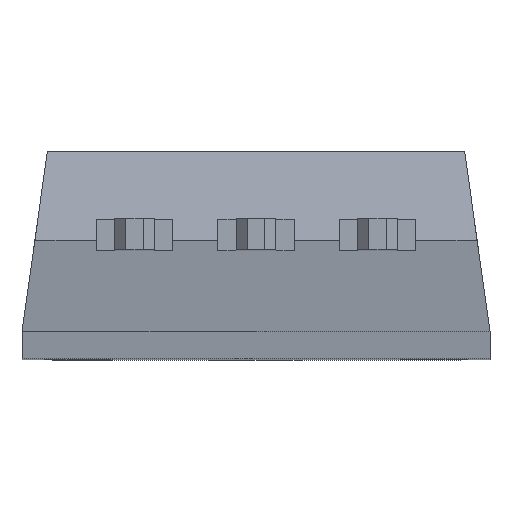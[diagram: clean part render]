
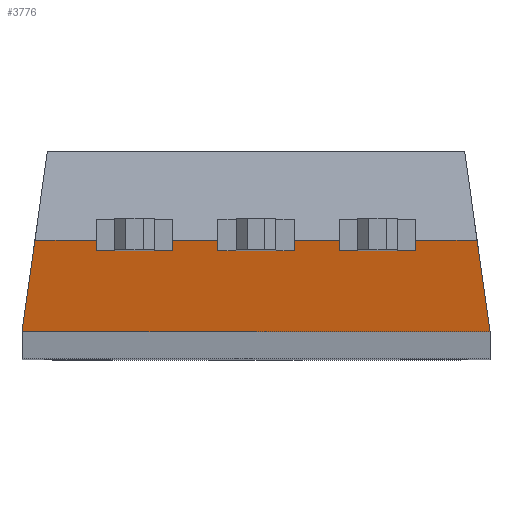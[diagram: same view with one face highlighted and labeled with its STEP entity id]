
A CAD part, top view. The second image highlights one B-rep face of the part: STEP entity #3776.
In plain terms, the highlighted planar face has unit normal (0, -0.174, 0.985).
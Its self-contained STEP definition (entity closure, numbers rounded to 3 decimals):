
#264=FACE_OUTER_BOUND('',#458,.T.);
#458=EDGE_LOOP('',(#3055,#3056,#3057,#3058,#3059,#3060,#3061,#3062,#3063,
#3064,#3065,#3066,#3067,#3068,#3069,#3070,#3071));
#679=LINE('',#5626,#1129);
#688=LINE('',#5645,#1138);
#692=LINE('',#5653,#1142);
#695=LINE('',#5658,#1145);
#696=LINE('',#5660,#1146);
#700=LINE('',#5667,#1150);
#704=LINE('',#5680,#1154);
#730=LINE('',#5737,#1180);
#742=LINE('',#5763,#1192);
#761=LINE('',#5802,#1211);
#766=LINE('',#5816,#1216);
#783=LINE('',#5849,#1233);
#797=LINE('',#5881,#1247);
#809=LINE('',#5907,#1259);
#842=LINE('',#5991,#1292);
#844=LINE('',#6002,#1294);
#849=LINE('',#6011,#1299);
#1129=VECTOR('',#4325,10.);
#1138=VECTOR('',#4338,10.);
#1142=VECTOR('',#4342,10.);
#1145=VECTOR('',#4345,10.);
#1146=VECTOR('',#4346,10.);
#1150=VECTOR('',#4350,10.);
#1154=VECTOR('',#4362,10.);
#1180=VECTOR('',#4410,10.);
#1192=VECTOR('',#4432,10.);
#1211=VECTOR('',#4461,10.);
#1216=VECTOR('',#4476,10.);
#1233=VECTOR('',#4501,10.);
#1247=VECTOR('',#4527,10.);
#1259=VECTOR('',#4553,10.);
#1292=VECTOR('',#4648,10.);
#1294=VECTOR('',#4662,10.);
#1299=VECTOR('',#4671,10.);
#1547=VERTEX_POINT('',#5624);
#1548=VERTEX_POINT('',#5625);
#1552=VERTEX_POINT('',#5637);
#1555=VERTEX_POINT('',#5642);
#1556=VERTEX_POINT('',#5644);
#1559=VERTEX_POINT('',#5650);
#1560=VERTEX_POINT('',#5652);
#1562=VERTEX_POINT('',#5657);
#1563=VERTEX_POINT('',#5659);
#1566=VERTEX_POINT('',#5665);
#1571=VERTEX_POINT('',#5679);
#1600=VERTEX_POINT('',#5762);
#1615=VERTEX_POINT('',#5800);
#1631=VERTEX_POINT('',#5848);
#1643=VERTEX_POINT('',#5879);
#1670=VERTEX_POINT('',#5989);
#1673=VERTEX_POINT('',#6001);
#1960=EDGE_CURVE('',#1547,#1548,#679,.T.);
#1969=EDGE_CURVE('',#1555,#1556,#688,.T.);
#1973=EDGE_CURVE('',#1559,#1560,#692,.T.);
#1976=EDGE_CURVE('',#1547,#1562,#695,.T.);
#1977=EDGE_CURVE('',#1562,#1563,#696,.T.);
#1981=EDGE_CURVE('',#1566,#1552,#700,.T.);
#1987=EDGE_CURVE('',#1571,#1560,#704,.T.);
#2015=EDGE_CURVE('',#1548,#1571,#730,.T.);
#2029=EDGE_CURVE('',#1600,#1556,#742,.T.);
#2048=EDGE_CURVE('',#1559,#1615,#761,.T.);
#2055=EDGE_CURVE('',#1615,#1600,#766,.T.);
#2072=EDGE_CURVE('',#1631,#1552,#783,.T.);
#2088=EDGE_CURVE('',#1555,#1643,#797,.T.);
#2102=EDGE_CURVE('',#1643,#1631,#809,.T.);
#2142=EDGE_CURVE('',#1566,#1670,#842,.T.);
#2147=EDGE_CURVE('',#1673,#1563,#844,.T.);
#2152=EDGE_CURVE('',#1673,#1670,#849,.T.);
#3055=ORIENTED_EDGE('',*,*,#2072,.T.);
#3056=ORIENTED_EDGE('',*,*,#1981,.F.);
#3057=ORIENTED_EDGE('',*,*,#2142,.T.);
#3058=ORIENTED_EDGE('',*,*,#2152,.F.);
#3059=ORIENTED_EDGE('',*,*,#2147,.T.);
#3060=ORIENTED_EDGE('',*,*,#1977,.F.);
#3061=ORIENTED_EDGE('',*,*,#1976,.F.);
#3062=ORIENTED_EDGE('',*,*,#1960,.T.);
#3063=ORIENTED_EDGE('',*,*,#2015,.T.);
#3064=ORIENTED_EDGE('',*,*,#1987,.T.);
#3065=ORIENTED_EDGE('',*,*,#1973,.F.);
#3066=ORIENTED_EDGE('',*,*,#2048,.T.);
#3067=ORIENTED_EDGE('',*,*,#2055,.T.);
#3068=ORIENTED_EDGE('',*,*,#2029,.T.);
#3069=ORIENTED_EDGE('',*,*,#1969,.F.);
#3070=ORIENTED_EDGE('',*,*,#2088,.T.);
#3071=ORIENTED_EDGE('',*,*,#2102,.T.);
#3407=PLANE('',#3985);
#3776=ADVANCED_FACE('',(#264),#3407,.F.);
#3985=AXIS2_PLACEMENT_3D('',#6010,#4669,#4670);
#4325=DIRECTION('',(0.,-0.985,-0.174));
#4338=DIRECTION('',(1.,0.,0.));
#4342=DIRECTION('',(1.,0.,0.));
#4345=DIRECTION('',(1.,0.,0.));
#4346=DIRECTION('',(1.,0.,0.));
#4350=DIRECTION('',(1.,0.,0.));
#4362=DIRECTION('',(0.,0.985,0.174));
#4410=DIRECTION('',(-1.,0.,0.));
#4432=DIRECTION('',(0.,0.985,0.174));
#4461=DIRECTION('',(0.,-0.985,-0.174));
#4476=DIRECTION('',(-1.,0.,0.));
#4501=DIRECTION('',(0.,0.985,0.174));
#4527=DIRECTION('',(0.,-0.985,-0.174));
#4553=DIRECTION('',(-1.,0.,0.));
#4648=DIRECTION('',(-0.137,-0.976,-0.172));
#4662=DIRECTION('',(-0.137,0.976,0.172));
#4669=DIRECTION('center_axis',(0.,0.174,-0.985));
#4670=DIRECTION('ref_axis',(0.,0.985,0.174));
#4671=DIRECTION('',(-1.,0.,0.));
#5624=CARTESIAN_POINT('',(3.347,2.639,0.));
#5625=CARTESIAN_POINT('',(3.347,2.4,-0.042));
#5626=CARTESIAN_POINT('',(3.347,1.543,-0.193));
#5637=CARTESIAN_POINT('',(-3.35,2.639,0.));
#5642=CARTESIAN_POINT('',(-2.05,2.639,0.));
#5644=CARTESIAN_POINT('',(-0.65,2.639,0.));
#5645=CARTESIAN_POINT('',(-5.2,2.639,0.));
#5650=CARTESIAN_POINT('',(0.65,2.639,0.));
#5652=CARTESIAN_POINT('',(2.05,2.639,0.));
#5653=CARTESIAN_POINT('',(-5.2,2.639,0.));
#5657=CARTESIAN_POINT('',(3.35,2.639,0.));
#5658=CARTESIAN_POINT('',(-5.2,2.639,0.));
#5659=CARTESIAN_POINT('',(4.913,2.639,0.));
#5660=CARTESIAN_POINT('',(-5.2,2.639,0.));
#5665=CARTESIAN_POINT('',(-4.913,2.639,0.));
#5667=CARTESIAN_POINT('',(-5.2,2.639,0.));
#5679=CARTESIAN_POINT('',(2.05,2.4,-0.042));
#5680=CARTESIAN_POINT('',(2.05,1.204,-0.253));
#5737=CARTESIAN_POINT('',(-0.926,2.4,-0.042));
#5762=CARTESIAN_POINT('',(-0.65,2.4,-0.042));
#5763=CARTESIAN_POINT('',(-0.65,1.204,-0.253));
#5800=CARTESIAN_POINT('',(0.65,2.4,-0.042));
#5802=CARTESIAN_POINT('',(0.65,1.543,-0.193));
#5816=CARTESIAN_POINT('',(-2.275,2.4,-0.042));
#5848=CARTESIAN_POINT('',(-3.35,2.4,-0.042));
#5849=CARTESIAN_POINT('',(-3.35,1.204,-0.253));
#5879=CARTESIAN_POINT('',(-2.05,2.4,-0.042));
#5881=CARTESIAN_POINT('',(-2.05,1.543,-0.193));
#5907=CARTESIAN_POINT('',(-3.625,2.4,-0.042));
#5989=CARTESIAN_POINT('',(-5.2,0.6,-0.36));
#5991=CARTESIAN_POINT('',(-5.423,-0.986,-0.639));
#6001=CARTESIAN_POINT('',(5.2,0.6,-0.36));
#6002=CARTESIAN_POINT('',(5.052,1.651,-0.174));
#6010=CARTESIAN_POINT('Origin',(-5.2,0.,-0.465));
#6011=CARTESIAN_POINT('',(-2.6,0.6,-0.36));
